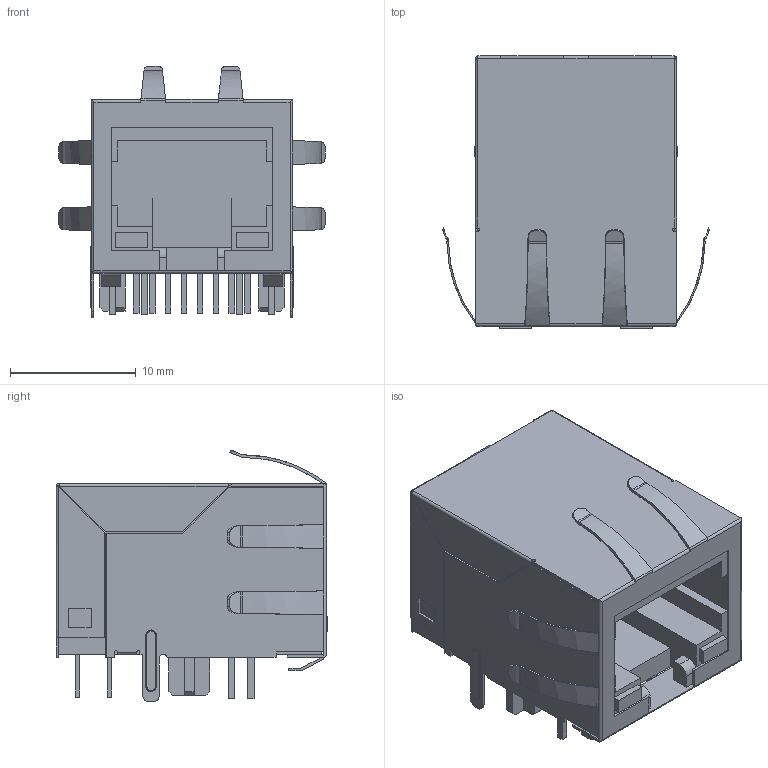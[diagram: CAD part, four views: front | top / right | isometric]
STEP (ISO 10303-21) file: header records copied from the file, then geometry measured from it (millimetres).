
FILE_DESCRIPTION (( 'STEP AP203' ), '1' );
FILE_NAME ('test24.STEP', '2019-11-26T20:57:05', ( '' ), ( '' ), 'SwSTEP 2.0', 'SolidWorks 2012', '' );
FILE_SCHEMA (( 'CONFIG_CONTROL_DESIGN' ));
Length unit declared in the file: millimetre
Products named in the file (2): test24; RJ45
Assembly tree (1 placements, depth 2):
  test24
    RJ45
Bounding box: 21.24 x 21.67 x 20.06 mm (x, y, z)
Surface area: 4473.2 mm2 (no closed solid volume)
Topology: 0 solids, 2 shells, 361 faces, 1060 edges, 698 vertices
Faces by surface type: plane 274, cylinder 67, bspline 20
Entity records: 13914 total; most frequent: CARTESIAN_POINT 4710, ORIENTED_EDGE 1972, DIRECTION 1564, EDGE_CURVE 1060, VECTOR 818, LINE 818, VERTEX_POINT 698, EDGE_LOOP 382
